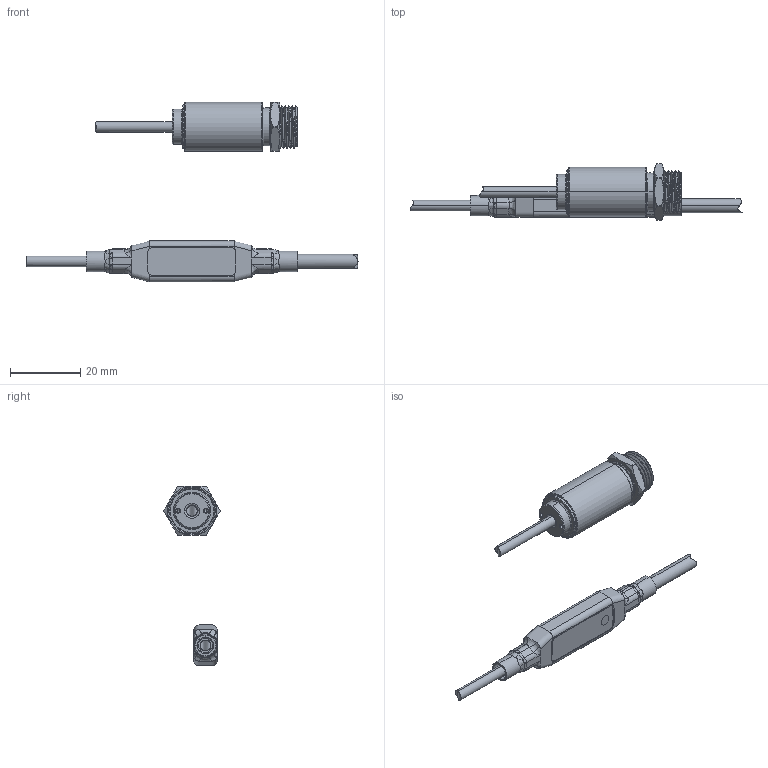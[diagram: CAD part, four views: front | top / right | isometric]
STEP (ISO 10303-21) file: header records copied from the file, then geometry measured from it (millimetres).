
FILE_DESCRIPTION (( 'STEP AP214' ), '1' );
FILE_NAME ('OPTCSM... - Sensing Head + Electronics WITH Mov sensor1 No TB nc fxt.STEP', '2022-04-06T16:55:16', ( '' ), ( '' ), 'SwSTEP 2.0', 'SolidWorks 2021', '' );
FILE_SCHEMA (( 'AUTOMOTIVE_DESIGN' ));
Length unit declared in the file: inch
Products named in the file (1): OPTCSM... - Sensing Head + Electronics WITH Mov sensor1 No TB nc fxt
Bounding box: 94.24 x 16 x 51 mm (x, y, z)
Volume: 3638.8 mm3; surface area: 10681.3 mm2
Topology: 14 solids, 14 shells, 591 faces, 1424 edges, 862 vertices
Faces by surface type: bspline 212, cylinder 179, plane 97, cone 67, torus 36
Entity records: 40045 total; most frequent: CARTESIAN_POINT 27542, ORIENTED_EDGE 2808, DIRECTION 2241, EDGE_CURVE 1404, AXIS2_PLACEMENT_3D 960, VERTEX_POINT 862, EDGE_LOOP 628, FACE_OUTER_BOUND 591
